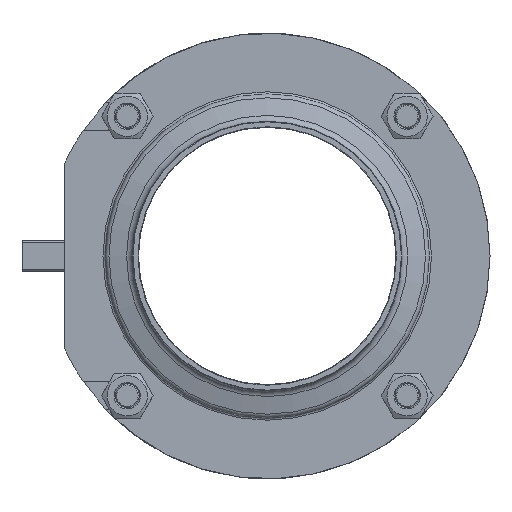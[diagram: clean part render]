
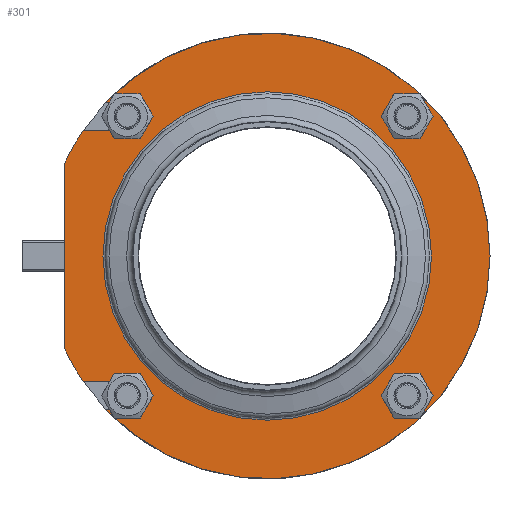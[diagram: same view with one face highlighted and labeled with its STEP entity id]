
A CAD part, left-side view. The second image highlights one B-rep face of the part: STEP entity #301.
In plain terms, the highlighted face is planar.
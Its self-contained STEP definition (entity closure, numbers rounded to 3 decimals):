
#301 = ADVANCED_FACE( '', ( #722, #723, #724, #725 ), #726, .T. );
#722 = FACE_OUTER_BOUND( '', #1414, .T. );
#723 = FACE_BOUND( '', #1415, .T. );
#724 = FACE_BOUND( '', #1416, .T. );
#725 = FACE_BOUND( '', #1417, .T. );
#726 = PLANE( '', #1418 );
#1414 = EDGE_LOOP( '', ( #2530, #2531, #2532, #2533, #2534, #2535, #2536, #2537, #2538, #2539 ) );
#1415 = EDGE_LOOP( '', ( #2540 ) );
#1416 = EDGE_LOOP( '', ( #2541 ) );
#1417 = EDGE_LOOP( '', ( #2542 ) );
#1418 = AXIS2_PLACEMENT_3D( '', #2543, #2544, #2545 );
#2530 = ORIENTED_EDGE( '', *, *, #4052, .F. );
#2531 = ORIENTED_EDGE( '', *, *, #4053, .T. );
#2532 = ORIENTED_EDGE( '', *, *, #4035, .F. );
#2533 = ORIENTED_EDGE( '', *, *, #4041, .F. );
#2534 = ORIENTED_EDGE( '', *, *, #4054, .F. );
#2535 = ORIENTED_EDGE( '', *, *, #4055, .T. );
#2536 = ORIENTED_EDGE( '', *, *, #4056, .F. );
#2537 = ORIENTED_EDGE( '', *, *, #4057, .F. );
#2538 = ORIENTED_EDGE( '', *, *, #4058, .F. );
#2539 = ORIENTED_EDGE( '', *, *, #4059, .T. );
#2540 = ORIENTED_EDGE( '', *, *, #4060, .F. );
#2541 = ORIENTED_EDGE( '', *, *, #4037, .F. );
#2542 = ORIENTED_EDGE( '', *, *, #4061, .F. );
#2543 = CARTESIAN_POINT( '', ( 12., 62.3, 0. ) );
#2544 = DIRECTION( '', ( 1., 0., 0. ) );
#2545 = DIRECTION( '', ( 0., 0., -1. ) );
#4035 = EDGE_CURVE( '', #4722, #4724, #4725, .T. );
#4037 = EDGE_CURVE( '', #4727, #4727, #4728, .T. );
#4041 = EDGE_CURVE( '', #4733, #4722, #4735, .T. );
#4052 = EDGE_CURVE( '', #4755, #4756, #4757, .T. );
#4053 = EDGE_CURVE( '', #4755, #4724, #4758, .T. );
#4054 = EDGE_CURVE( '', #4759, #4733, #4760, .T. );
#4055 = EDGE_CURVE( '', #4759, #4761, #4762, .T. );
#4056 = EDGE_CURVE( '', #4763, #4761, #4764, .T. );
#4057 = EDGE_CURVE( '', #4765, #4763, #4766, .T. );
#4058 = EDGE_CURVE( '', #4767, #4765, #4768, .T. );
#4059 = EDGE_CURVE( '', #4767, #4756, #4769, .T. );
#4060 = EDGE_CURVE( '', #4770, #4770, #4771, .T. );
#4061 = EDGE_CURVE( '', #4772, #4772, #4773, .T. );
#4722 = VERTEX_POINT( '', #6088 );
#4724 = VERTEX_POINT( '', #6091 );
#4725 = LINE( '', #6092, #6093 );
#4727 = VERTEX_POINT( '', #6096 );
#4728 = CIRCLE( '', #6097, 5.25 );
#4733 = VERTEX_POINT( '', #6102 );
#4735 = CIRCLE( '', #6105, 5.25 );
#4755 = VERTEX_POINT( '', #6129 );
#4756 = VERTEX_POINT( '', #6130 );
#4757 = LINE( '', #6131, #6132 );
#4758 = CIRCLE( '', #6133, 84.5 );
#4759 = VERTEX_POINT( '', #6134 );
#4760 = LINE( '', #6135, #6136 );
#4761 = VERTEX_POINT( '', #6137 );
#4762 = CIRCLE( '', #6138, 84.5 );
#4763 = VERTEX_POINT( '', #6139 );
#4764 = LINE( '', #6140, #6141 );
#4765 = VERTEX_POINT( '', #6142 );
#4766 = CIRCLE( '', #6143, 5.25 );
#4767 = VERTEX_POINT( '', #6144 );
#4768 = LINE( '', #6145, #6146 );
#4769 = CIRCLE( '', #6147, 84.5 );
#4770 = VERTEX_POINT( '', #6148 );
#4771 = CIRCLE( '', #6149, 5.25 );
#4772 = VERTEX_POINT( '', #6150 );
#4773 = CIRCLE( '', #6151, 62.3 );
#6088 = CARTESIAN_POINT( '', ( 12., 53.07, 47.75 ) );
#6091 = CARTESIAN_POINT( '', ( 12., 69.715, 47.75 ) );
#6092 = CARTESIAN_POINT( '', ( 12., 53.07, 47.75 ) );
#6093 = VECTOR( '', #8026, 1000. );
#6096 = CARTESIAN_POINT( '', ( 12., -53.07, -58.25 ) );
#6097 = AXIS2_PLACEMENT_3D( '', #8028, #8029, #8030 );
#6102 = CARTESIAN_POINT( '', ( 12., 53.07, 58.25 ) );
#6105 = AXIS2_PLACEMENT_3D( '', #8038, #8039, #8040 );
#6129 = CARTESIAN_POINT( '', ( 12., 77., 34.803 ) );
#6130 = CARTESIAN_POINT( '', ( 12., 77., -34.803 ) );
#6131 = CARTESIAN_POINT( '', ( 12., 77., 47.75 ) );
#6132 = VECTOR( '', #8063, 1000. );
#6133 = AXIS2_PLACEMENT_3D( '', #8064, #8065, #8066 );
#6134 = CARTESIAN_POINT( '', ( 12., 61.214, 58.25 ) );
#6135 = CARTESIAN_POINT( '', ( 12., 92.4, 58.25 ) );
#6136 = VECTOR( '', #8067, 1000. );
#6137 = CARTESIAN_POINT( '', ( 12., 61.214, -58.25 ) );
#6138 = AXIS2_PLACEMENT_3D( '', #8068, #8069, #8070 );
#6139 = CARTESIAN_POINT( '', ( 12., 53.07, -58.25 ) );
#6140 = CARTESIAN_POINT( '', ( 12., 53.07, -58.25 ) );
#6141 = VECTOR( '', #8071, 1000. );
#6142 = CARTESIAN_POINT( '', ( 12., 53.07, -47.75 ) );
#6143 = AXIS2_PLACEMENT_3D( '', #8072, #8073, #8074 );
#6144 = CARTESIAN_POINT( '', ( 12., 69.715, -47.75 ) );
#6145 = CARTESIAN_POINT( '', ( 12., 77., -47.75 ) );
#6146 = VECTOR( '', #8075, 1000. );
#6147 = AXIS2_PLACEMENT_3D( '', #8076, #8077, #8078 );
#6148 = CARTESIAN_POINT( '', ( 12., -53.07, 47.75 ) );
#6149 = AXIS2_PLACEMENT_3D( '', #8079, #8080, #8081 );
#6150 = CARTESIAN_POINT( '', ( 12., 0., -62.3 ) );
#6151 = AXIS2_PLACEMENT_3D( '', #8082, #8083, #8084 );
#8026 = DIRECTION( '', ( 0., 1., 0. ) );
#8028 = CARTESIAN_POINT( '', ( 12., -53.07, -53. ) );
#8029 = DIRECTION( '', ( 1., 0., 0. ) );
#8030 = DIRECTION( '', ( 0., 0., -1. ) );
#8038 = CARTESIAN_POINT( '', ( 12., 53.07, 53. ) );
#8039 = DIRECTION( '', ( 1., 0., 0. ) );
#8040 = DIRECTION( '', ( 0., 0., -1. ) );
#8063 = DIRECTION( '', ( 0., 0., -1. ) );
#8064 = CARTESIAN_POINT( '', ( 12., 0., 0. ) );
#8065 = DIRECTION( '', ( 1., 0., 0. ) );
#8066 = DIRECTION( '', ( 0., 0., -1. ) );
#8067 = DIRECTION( '', ( 0., -1., 0. ) );
#8068 = CARTESIAN_POINT( '', ( 12., 0., 0. ) );
#8069 = DIRECTION( '', ( 1., 0., 0. ) );
#8070 = DIRECTION( '', ( 0., 0., -1. ) );
#8071 = DIRECTION( '', ( 0., 1., 0. ) );
#8072 = CARTESIAN_POINT( '', ( 12., 53.07, -53. ) );
#8073 = DIRECTION( '', ( 1., 0., 0. ) );
#8074 = DIRECTION( '', ( 0., 0., -1. ) );
#8075 = DIRECTION( '', ( 0., -1., 0. ) );
#8076 = CARTESIAN_POINT( '', ( 12., 0., 0. ) );
#8077 = DIRECTION( '', ( 1., 0., 0. ) );
#8078 = DIRECTION( '', ( 0., 0., -1. ) );
#8079 = CARTESIAN_POINT( '', ( 12., -53.07, 53. ) );
#8080 = DIRECTION( '', ( 1., 0., 0. ) );
#8081 = DIRECTION( '', ( 0., 0., -1. ) );
#8082 = CARTESIAN_POINT( '', ( 12., 0., 0. ) );
#8083 = DIRECTION( '', ( 1., 0., 0. ) );
#8084 = DIRECTION( '', ( 0., 0., -1. ) );
